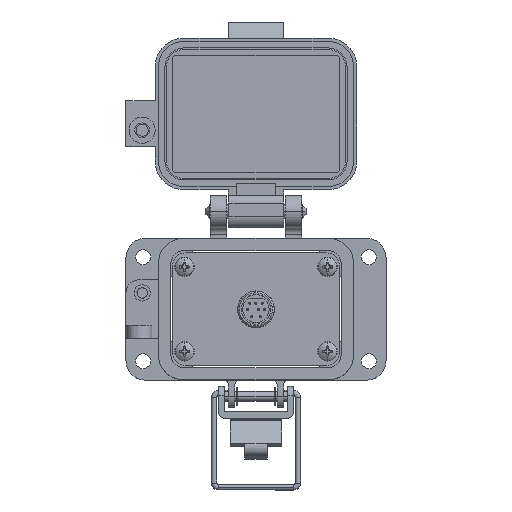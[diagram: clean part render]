
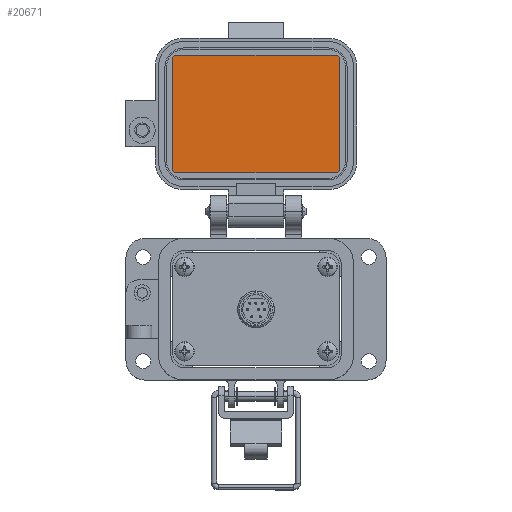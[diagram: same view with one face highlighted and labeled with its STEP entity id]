
A CAD part, top view. The second image highlights one B-rep face of the part: STEP entity #20671.
In plain terms, the highlighted planar face has unit normal (0, 0, 1).
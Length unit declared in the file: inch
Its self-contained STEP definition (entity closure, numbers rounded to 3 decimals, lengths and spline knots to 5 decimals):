
#1342 = VERTEX_POINT ( 'NONE', #39122 ) ;
#2486 = CARTESIAN_POINT ( 'NONE',  ( 1.01909, 3.32284, -0.94372 ) ) ;
#2512 = CARTESIAN_POINT ( 'NONE',  ( -1.01908, 3.32284, -0.94372 ) ) ;
#2575 = ORIENTED_EDGE ( 'NONE', *, *, #56651, .F. ) ;
#2980 = CARTESIAN_POINT ( 'NONE',  ( 0.97745, 1.97862, -0.94372 ) ) ;
#3323 = AXIS2_PLACEMENT_3D ( 'NONE', #2980, #29685, #56099 ) ;
#4276 = CIRCLE ( 'NONE', #3323, 0.04163 ) ;
#6061 = AXIS2_PLACEMENT_3D ( 'NONE', #49840, #15958, #19422 ) ;
#9132 = ORIENTED_EDGE ( 'NONE', *, *, #46028, .F. ) ;
#9478 = FACE_OUTER_BOUND ( 'NONE', #37040, .T. ) ;
#10338 = DIRECTION ( 'NONE',  ( 0., 1., 0. ) ) ;
#12442 = CARTESIAN_POINT ( 'NONE',  ( -0.97745, 3.36447, -0.94372 ) ) ;
#13325 = CARTESIAN_POINT ( 'NONE',  ( 0., 1.93698, -0.94372 ) ) ;
#13400 = VECTOR ( 'NONE', #40353, 39.37008 ) ;
#14300 = VECTOR ( 'NONE', #21077, 39.37008 ) ;
#14808 = CARTESIAN_POINT ( 'NONE',  ( 1.01909, 2.65073, -0.94372 ) ) ;
#15958 = DIRECTION ( 'NONE',  ( 0., 0., -1. ) ) ;
#16707 = VECTOR ( 'NONE', #10338, 39.37008 ) ;
#17001 = EDGE_CURVE ( 'NONE', #18657, #39840, #20231, .T. ) ;
#18601 = VERTEX_POINT ( 'NONE', #29687 ) ;
#18657 = VERTEX_POINT ( 'NONE', #12442 ) ;
#19166 = ORIENTED_EDGE ( 'NONE', *, *, #32766, .F. ) ;
#19422 = DIRECTION ( 'NONE',  ( -1., 0., 0. ) ) ;
#20231 = LINE ( 'NONE', #42045, #14300 ) ;
#20671 = ADVANCED_FACE ( 'NONE', ( #9478 ), #49080, .F. ) ;
#20990 = ORIENTED_EDGE ( 'NONE', *, *, #51530, .F. ) ;
#21077 = DIRECTION ( 'NONE',  ( 1., 0., 0. ) ) ;
#21916 = ORIENTED_EDGE ( 'NONE', *, *, #39929, .F. ) ;
#22420 = DIRECTION ( 'NONE',  ( 0., 1., 0. ) ) ;
#24375 = VERTEX_POINT ( 'NONE', #2486 ) ;
#24551 = AXIS2_PLACEMENT_3D ( 'NONE', #27000, #40758, #22420 ) ;
#25540 = CIRCLE ( 'NONE', #53058, 0.04163 ) ;
#27000 = CARTESIAN_POINT ( 'NONE',  ( 0., 2.65073, -0.94372 ) ) ;
#27210 = VERTEX_POINT ( 'NONE', #51473 ) ;
#28774 = EDGE_CURVE ( 'NONE', #18601, #39643, #44225, .T. ) ;
#29348 = VECTOR ( 'NONE', #52671, 39.37008 ) ;
#29685 = DIRECTION ( 'NONE',  ( 0., 0., -1. ) ) ;
#29687 = CARTESIAN_POINT ( 'NONE',  ( -1.01908, 1.97862, -0.94372 ) ) ;
#31914 = CARTESIAN_POINT ( 'NONE',  ( -0.97745, 3.32284, -0.94372 ) ) ;
#32159 = CARTESIAN_POINT ( 'NONE',  ( -1.01908, 2.65073, -0.94372 ) ) ;
#32194 = DIRECTION ( 'NONE',  ( -1., 0., 0. ) ) ;
#32766 = EDGE_CURVE ( 'NONE', #27210, #18601, #39533, .T. ) ;
#37040 = EDGE_LOOP ( 'NONE', ( #46747, #54607, #19166, #20990, #2575, #9132, #21916, #49839 ) ) ;
#38046 = DIRECTION ( 'NONE',  ( -1., 0., 0. ) ) ;
#38330 = DIRECTION ( 'NONE',  ( 0., 0., -1. ) ) ;
#39122 = CARTESIAN_POINT ( 'NONE',  ( 0.97747, 1.93698, -0.94372 ) ) ;
#39533 = CIRCLE ( 'NONE', #45907, 0.04163 ) ;
#39643 = VERTEX_POINT ( 'NONE', #2512 ) ;
#39840 = VERTEX_POINT ( 'NONE', #53877 ) ;
#39929 = EDGE_CURVE ( 'NONE', #39840, #24375, #53734, .T. ) ;
#40353 = DIRECTION ( 'NONE',  ( 0., -1., 0. ) ) ;
#40758 = DIRECTION ( 'NONE',  ( 0., 0., -1. ) ) ;
#42045 = CARTESIAN_POINT ( 'NONE',  ( 0., 3.36447, -0.94372 ) ) ;
#43560 = VERTEX_POINT ( 'NONE', #47740 ) ;
#44225 = LINE ( 'NONE', #32159, #16707 ) ;
#44588 = LINE ( 'NONE', #13325, #29348 ) ;
#44823 = DIRECTION ( 'NONE',  ( 0., 0., -1. ) ) ;
#45907 = AXIS2_PLACEMENT_3D ( 'NONE', #46665, #38330, #38046 ) ;
#46028 = EDGE_CURVE ( 'NONE', #24375, #43560, #48405, .T. ) ;
#46551 = EDGE_CURVE ( 'NONE', #39643, #18657, #25540, .T. ) ;
#46665 = CARTESIAN_POINT ( 'NONE',  ( -0.97745, 1.97862, -0.94372 ) ) ;
#46747 = ORIENTED_EDGE ( 'NONE', *, *, #46551, .F. ) ;
#47740 = CARTESIAN_POINT ( 'NONE',  ( 1.01909, 1.97862, -0.94372 ) ) ;
#48405 = LINE ( 'NONE', #14808, #13400 ) ;
#49080 = PLANE ( 'NONE',  #24551 ) ;
#49839 = ORIENTED_EDGE ( 'NONE', *, *, #17001, .F. ) ;
#49840 = CARTESIAN_POINT ( 'NONE',  ( 0.97745, 3.32284, -0.94372 ) ) ;
#51473 = CARTESIAN_POINT ( 'NONE',  ( -0.97745, 1.93698, -0.94372 ) ) ;
#51530 = EDGE_CURVE ( 'NONE', #1342, #27210, #44588, .T. ) ;
#52671 = DIRECTION ( 'NONE',  ( -1., 0., 0. ) ) ;
#53058 = AXIS2_PLACEMENT_3D ( 'NONE', #31914, #44823, #32194 ) ;
#53734 = CIRCLE ( 'NONE', #6061, 0.04163 ) ;
#53877 = CARTESIAN_POINT ( 'NONE',  ( 0.97745, 3.36447, -0.94372 ) ) ;
#54607 = ORIENTED_EDGE ( 'NONE', *, *, #28774, .F. ) ;
#56099 = DIRECTION ( 'NONE',  ( -1., 0., 0. ) ) ;
#56651 = EDGE_CURVE ( 'NONE', #43560, #1342, #4276, .T. ) ;
